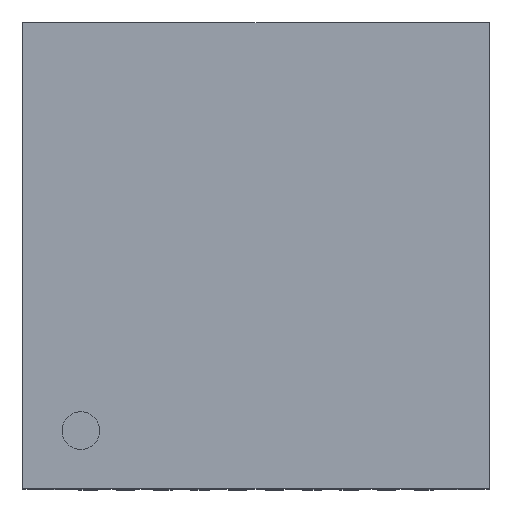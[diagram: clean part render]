
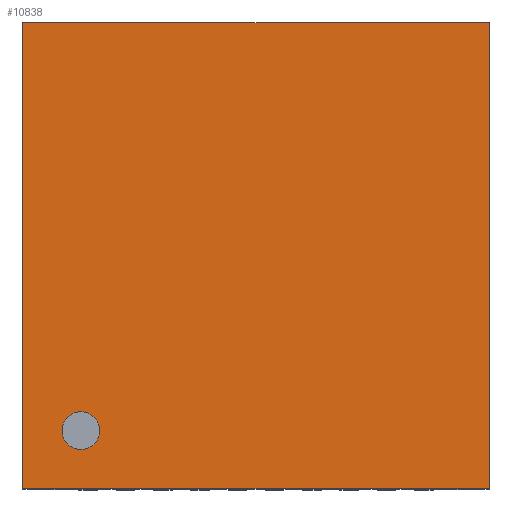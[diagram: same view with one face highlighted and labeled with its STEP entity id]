
A CAD part, top view. The second image highlights one B-rep face of the part: STEP entity #10838.
In plain terms, the highlighted planar face has unit normal (0, 0, 1).
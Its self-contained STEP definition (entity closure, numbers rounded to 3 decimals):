
#346=FACE_BOUND('',#1429,.T.);
#443=CIRCLE('',#11607,0.202);
#801=FACE_OUTER_BOUND('',#1428,.T.);
#1428=EDGE_LOOP('',(#7896,#7897,#7898,#7899));
#1429=EDGE_LOOP('',(#7900));
#2373=LINE('',#16291,#3718);
#2374=LINE('',#16293,#3719);
#2375=LINE('',#16295,#3720);
#2376=LINE('',#16296,#3721);
#3718=VECTOR('',#13177,1.);
#3719=VECTOR('',#13178,1.);
#3720=VECTOR('',#13179,1.);
#3721=VECTOR('',#13180,1.);
#5007=VERTEX_POINT('',#16285);
#5008=VERTEX_POINT('',#16289);
#5009=VERTEX_POINT('',#16290);
#5010=VERTEX_POINT('',#16292);
#5011=VERTEX_POINT('',#16294);
#6136=EDGE_CURVE('',#5007,#5007,#443,.T.);
#6137=EDGE_CURVE('',#5008,#5009,#2373,.T.);
#6138=EDGE_CURVE('',#5009,#5010,#2374,.T.);
#6139=EDGE_CURVE('',#5010,#5011,#2375,.T.);
#6140=EDGE_CURVE('',#5011,#5008,#2376,.T.);
#7896=ORIENTED_EDGE('',*,*,#6137,.T.);
#7897=ORIENTED_EDGE('',*,*,#6138,.T.);
#7898=ORIENTED_EDGE('',*,*,#6139,.T.);
#7899=ORIENTED_EDGE('',*,*,#6140,.T.);
#7900=ORIENTED_EDGE('',*,*,#6136,.F.);
#10254=PLANE('',#11608);
#10838=ADVANCED_FACE('',(#801,#346),#10254,.T.);
#11607=AXIS2_PLACEMENT_3D('',#16287,#13173,#13174);
#11608=AXIS2_PLACEMENT_3D('',#16288,#13175,#13176);
#13173=DIRECTION('center_axis',(0.,0.,1.));
#13174=DIRECTION('ref_axis',(1.,0.,0.));
#13175=DIRECTION('center_axis',(0.,0.,1.));
#13176=DIRECTION('ref_axis',(1.,0.,0.));
#13177=DIRECTION('',(-1.,0.,0.));
#13178=DIRECTION('',(0.,-1.,0.));
#13179=DIRECTION('',(1.,0.,0.));
#13180=DIRECTION('',(0.,1.,0.));
#16285=CARTESIAN_POINT('',(-2.081,-1.875,0.76));
#16287=CARTESIAN_POINT('Origin',(-1.879,-1.875,0.76));
#16288=CARTESIAN_POINT('Origin',(0.,0.,0.76));
#16289=CARTESIAN_POINT('',(2.5,2.5,0.76));
#16290=CARTESIAN_POINT('',(-2.5,2.5,0.76));
#16291=CARTESIAN_POINT('',(-2.5,2.5,0.76));
#16292=CARTESIAN_POINT('',(-2.5,-2.5,0.76));
#16293=CARTESIAN_POINT('',(-2.5,2.5,0.76));
#16294=CARTESIAN_POINT('',(2.5,-2.5,0.76));
#16295=CARTESIAN_POINT('',(-2.5,-2.5,0.76));
#16296=CARTESIAN_POINT('',(2.5,2.5,0.76));
